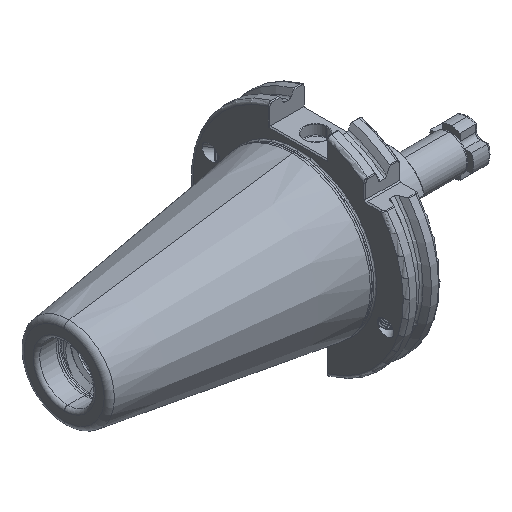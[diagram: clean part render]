
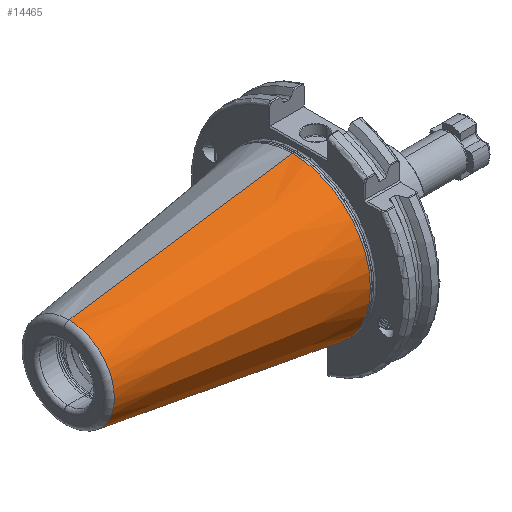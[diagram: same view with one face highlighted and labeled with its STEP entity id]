
A CAD part, isometric view. The second image highlights one B-rep face of the part: STEP entity #14465.
In plain terms, the highlighted conical face has half-angle 8.297 degrees and reference radius 35.392 mm.
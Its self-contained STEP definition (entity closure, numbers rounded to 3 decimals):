
#1204 = AXIS2_PLACEMENT_3D ( 'NONE', #2486, #2498, #2487 ) ;
#1217 = AXIS2_PLACEMENT_3D ( 'NONE', #2518, #2519, #2512 ) ;
#2486 = CARTESIAN_POINT ( 'NONE',  ( -2.5, 0., 0. ) ) ;
#2487 = DIRECTION ( 'NONE',  ( 0., 1., 0. ) ) ;
#2498 = DIRECTION ( 'NONE',  ( 1., 0., 0. ) ) ;
#2512 = DIRECTION ( 'NONE',  ( 0., 0., 1. ) ) ;
#2518 = CARTESIAN_POINT ( 'NONE',  ( -102.811, 0., 0. ) ) ;
#2519 = DIRECTION ( 'NONE',  ( 1., 0., 0. ) ) ;
#4781 = FACE_OUTER_BOUND ( 'NONE', #7294, .T. ) ;
#4785 = CONICAL_SURFACE ( 'NONE', #16644, 35.392, 0.145 ) ;
#7294 = EDGE_LOOP ( 'NONE', ( #25804, #26029, #25815, #25790, #26050 ) ) ;
#14465 = ADVANCED_FACE ( 'NONE', ( #4781 ), #4785, .T. ) ;
#15351 = VERTEX_POINT ( 'NONE', #19675 ) ;
#15386 = VERTEX_POINT ( 'NONE', #19764 ) ;
#15414 = VERTEX_POINT ( 'NONE', #19755 ) ;
#15442 = VERTEX_POINT ( 'NONE', #19759 ) ;
#15447 = VERTEX_POINT ( 'NONE', #19816 ) ;
#15560 = EDGE_CURVE ( 'NONE', #15351, #15447, #20868, .T. ) ;
#15616 = EDGE_CURVE ( 'NONE', #15414, #15386, #21078, .T. ) ;
#15648 = EDGE_CURVE ( 'NONE', #15442, #15351, #21039, .T. ) ;
#15919 = EDGE_CURVE ( 'NONE', #15442, #15414, #20524, .T. ) ;
#15921 = EDGE_CURVE ( 'NONE', #15447, #15386, #20549, .T. ) ;
#16644 = AXIS2_PLACEMENT_3D ( 'NONE', #28107, #28109, #28111 ) ;
#16778 = AXIS2_PLACEMENT_3D ( 'NONE', #23707, #23717, #23713 ) ;
#19675 = CARTESIAN_POINT ( 'NONE',  ( -2.5, 0., 35.027 ) ) ;
#19755 = CARTESIAN_POINT ( 'NONE',  ( -102.811, 0., -20.399 ) ) ;
#19759 = CARTESIAN_POINT ( 'NONE',  ( -102.811, 0., 20.399 ) ) ;
#19764 = CARTESIAN_POINT ( 'NONE',  ( -2.5, 0., -35.027 ) ) ;
#19816 = CARTESIAN_POINT ( 'NONE',  ( -2.5, -35.027, 0. ) ) ;
#20524 = CIRCLE ( 'NONE', #1217, 20.399 ) ;
#20549 = CIRCLE ( 'NONE', #1204, 35.027 ) ;
#20868 = CIRCLE ( 'NONE', #16778, 35.027 ) ;
#20994 = VECTOR ( 'NONE', #23106, 1000. ) ;
#21021 = VECTOR ( 'NONE', #23973, 1000. ) ;
#21039 = LINE ( 'NONE', #23087, #20994 ) ;
#21078 = LINE ( 'NONE', #23959, #21021 ) ;
#23087 = CARTESIAN_POINT ( 'NONE',  ( 0., 0., 35.392 ) ) ;
#23106 = DIRECTION ( 'NONE',  ( 0.99, 0., 0.144 ) ) ;
#23707 = CARTESIAN_POINT ( 'NONE',  ( -2.5, 0., 0. ) ) ;
#23713 = DIRECTION ( 'NONE',  ( 0., 1., 0. ) ) ;
#23717 = DIRECTION ( 'NONE',  ( 1., 0., 0. ) ) ;
#23959 = CARTESIAN_POINT ( 'NONE',  ( 0., 0., -35.392 ) ) ;
#23973 = DIRECTION ( 'NONE',  ( 0.99, 0., -0.144 ) ) ;
#25790 = ORIENTED_EDGE ( 'NONE', *, *, #15921, .F. ) ;
#25804 = ORIENTED_EDGE ( 'NONE', *, *, #15648, .F. ) ;
#25815 = ORIENTED_EDGE ( 'NONE', *, *, #15616, .T. ) ;
#26029 = ORIENTED_EDGE ( 'NONE', *, *, #15919, .T. ) ;
#26050 = ORIENTED_EDGE ( 'NONE', *, *, #15560, .F. ) ;
#28107 = CARTESIAN_POINT ( 'NONE',  ( 0., 0., 0. ) ) ;
#28109 = DIRECTION ( 'NONE',  ( 1., 0., 0. ) ) ;
#28111 = DIRECTION ( 'NONE',  ( 0., 0., -1. ) ) ;
